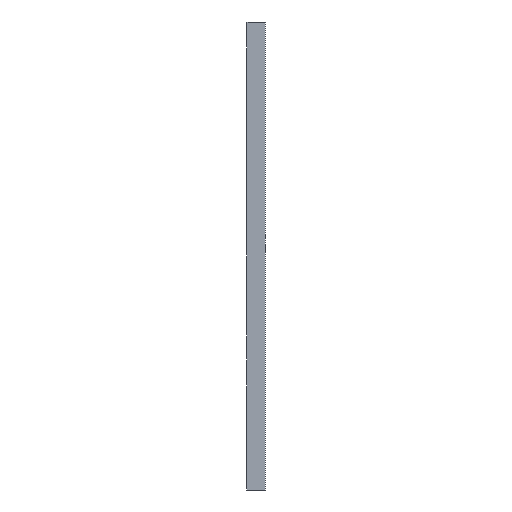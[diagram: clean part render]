
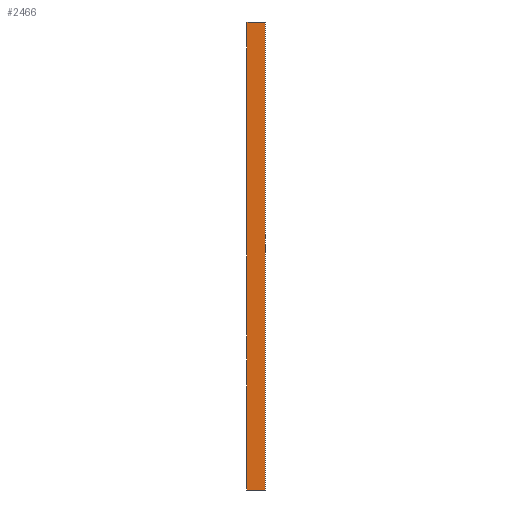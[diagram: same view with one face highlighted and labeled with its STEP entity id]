
A CAD part, left-side view. The second image highlights one B-rep face of the part: STEP entity #2466.
In plain terms, the highlighted planar face has unit normal (-1, 0, 0).
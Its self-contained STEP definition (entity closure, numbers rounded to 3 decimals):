
#221=FACE_OUTER_BOUND('',#389,.T.);
#389=EDGE_LOOP('',(#1822,#1823,#1824,#1825,#1826,#1827));
#509=LINE('',#3526,#757);
#565=LINE('',#3738,#813);
#636=LINE('',#3979,#884);
#637=LINE('',#3981,#885);
#638=LINE('',#3983,#886);
#639=LINE('',#3984,#887);
#757=VECTOR('',#2833,10.);
#813=VECTOR('',#2991,10.);
#884=VECTOR('',#3172,10.);
#885=VECTOR('',#3173,10.);
#886=VECTOR('',#3174,10.);
#887=VECTOR('',#3175,10.);
#1004=VERTEX_POINT('',#3523);
#1005=VERTEX_POINT('',#3525);
#1110=VERTEX_POINT('',#3736);
#1225=VERTEX_POINT('',#3978);
#1226=VERTEX_POINT('',#3980);
#1227=VERTEX_POINT('',#3982);
#1237=EDGE_CURVE('',#1004,#1005,#509,.T.);
#1343=EDGE_CURVE('',#1110,#1004,#565,.T.);
#1464=EDGE_CURVE('',#1225,#1110,#636,.T.);
#1465=EDGE_CURVE('',#1226,#1225,#637,.T.);
#1466=EDGE_CURVE('',#1227,#1226,#638,.T.);
#1467=EDGE_CURVE('',#1227,#1005,#639,.T.);
#1822=ORIENTED_EDGE('',*,*,#1343,.F.);
#1823=ORIENTED_EDGE('',*,*,#1464,.F.);
#1824=ORIENTED_EDGE('',*,*,#1465,.F.);
#1825=ORIENTED_EDGE('',*,*,#1466,.F.);
#1826=ORIENTED_EDGE('',*,*,#1467,.T.);
#1827=ORIENTED_EDGE('',*,*,#1237,.F.);
#2279=PLANE('',#2707);
#2466=ADVANCED_FACE('',(#221),#2279,.F.);
#2707=AXIS2_PLACEMENT_3D('',#3977,#3170,#3171);
#2833=DIRECTION('',(0.,0.,1.));
#2991=DIRECTION('',(0.,1.,0.));
#3170=DIRECTION('center_axis',(1.,0.,0.));
#3171=DIRECTION('ref_axis',(0.,0.,-1.));
#3172=DIRECTION('',(0.,1.,0.));
#3173=DIRECTION('',(0.,0.,-1.));
#3174=DIRECTION('',(0.,-1.,0.));
#3175=DIRECTION('',(0.,1.,0.));
#3523=CARTESIAN_POINT('',(0.,40.,0.));
#3525=CARTESIAN_POINT('',(0.,40.,1000.));
#3526=CARTESIAN_POINT('',(0.,40.,500.));
#3736=CARTESIAN_POINT('',(0.,37.,0.));
#3738=CARTESIAN_POINT('',(0.,57.811,0.));
#3977=CARTESIAN_POINT('Origin',(0.,77.122,500.));
#3978=CARTESIAN_POINT('',(0.,0.,0.));
#3979=CARTESIAN_POINT('',(0.,117.244,0.));
#3980=CARTESIAN_POINT('',(0.,0.,1000.));
#3981=CARTESIAN_POINT('',(0.,0.,0.));
#3982=CARTESIAN_POINT('',(0.,37.,1000.));
#3983=CARTESIAN_POINT('',(0.,0.,1000.));
#3984=CARTESIAN_POINT('',(0.,58.561,1000.));
